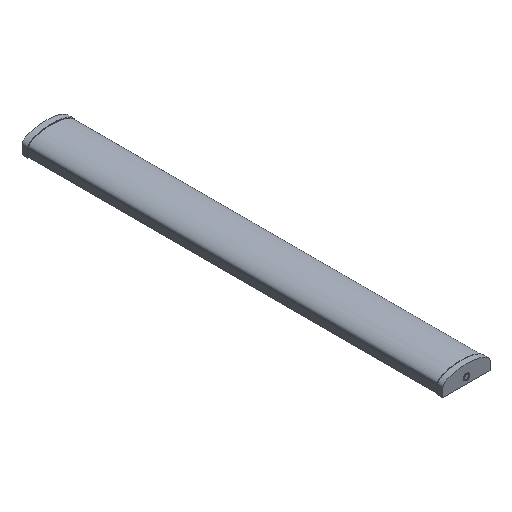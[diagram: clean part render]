
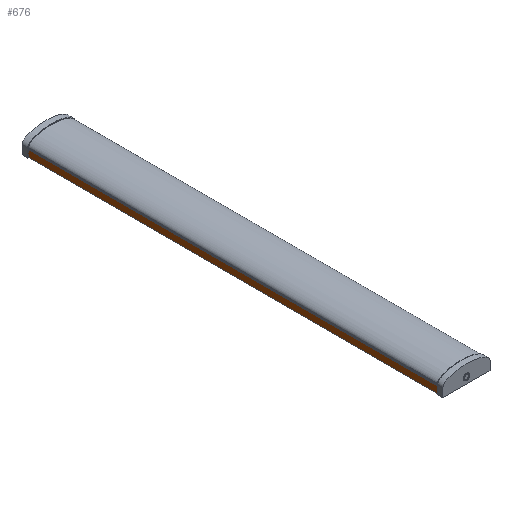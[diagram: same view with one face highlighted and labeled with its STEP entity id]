
A CAD part, isometric view. The second image highlights one B-rep face of the part: STEP entity #676.
In plain terms, the highlighted planar face has unit normal (-1, 0, 0).
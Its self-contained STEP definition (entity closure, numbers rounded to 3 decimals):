
#242 = VECTOR ( 'NONE', #2389, 1000. ) ;
#291 = FACE_OUTER_BOUND ( 'NONE', #1929, .T. ) ;
#341 = DIRECTION ( 'NONE',  ( 0., -1., 0. ) ) ;
#391 = ORIENTED_EDGE ( 'NONE', *, *, #1488, .F. ) ;
#525 = CARTESIAN_POINT ( 'NONE',  ( -80.7, 718., 25. ) ) ;
#556 = VECTOR ( 'NONE', #341, 1000. ) ;
#648 = VERTEX_POINT ( 'NONE', #2605 ) ;
#676 = ADVANCED_FACE ( 'NONE', ( #291 ), #2395, .T. ) ;
#701 = CARTESIAN_POINT ( 'NONE',  ( -80.7, 718., 25. ) ) ;
#732 = LINE ( 'NONE', #525, #1875 ) ;
#743 = DIRECTION ( 'NONE',  ( -1., 0., 0. ) ) ;
#744 = EDGE_CURVE ( 'NONE', #648, #2440, #732, .T. ) ;
#844 = LINE ( 'NONE', #987, #2715 ) ;
#987 = CARTESIAN_POINT ( 'NONE',  ( -80.7, -718., 25. ) ) ;
#1060 = VERTEX_POINT ( 'NONE', #2078 ) ;
#1488 = EDGE_CURVE ( 'NONE', #2440, #1060, #844, .T. ) ;
#1652 = ORIENTED_EDGE ( 'NONE', *, *, #744, .F. ) ;
#1873 = CARTESIAN_POINT ( 'NONE',  ( -80.7, 718., 1.8 ) ) ;
#1875 = VECTOR ( 'NONE', #1986, 1000. ) ;
#1898 = ORIENTED_EDGE ( 'NONE', *, *, #2616, .T. ) ;
#1929 = EDGE_LOOP ( 'NONE', ( #1652, #1898, #2205, #391 ) ) ;
#1978 = AXIS2_PLACEMENT_3D ( 'NONE', #2194, #743, #2223 ) ;
#1986 = DIRECTION ( 'NONE',  ( 0., -1., 0. ) ) ;
#2035 = EDGE_CURVE ( 'NONE', #2417, #1060, #2459, .T. ) ;
#2078 = CARTESIAN_POINT ( 'NONE',  ( -80.7, -718., 1.8 ) ) ;
#2097 = DIRECTION ( 'NONE',  ( 0., 0., -1. ) ) ;
#2194 = CARTESIAN_POINT ( 'NONE',  ( -80.7, -718., 25. ) ) ;
#2205 = ORIENTED_EDGE ( 'NONE', *, *, #2035, .T. ) ;
#2223 = DIRECTION ( 'NONE',  ( 0., 1., 0. ) ) ;
#2263 = CARTESIAN_POINT ( 'NONE',  ( -80.7, 718., 1.8 ) ) ;
#2389 = DIRECTION ( 'NONE',  ( 0., 0., -1. ) ) ;
#2395 = PLANE ( 'NONE',  #1978 ) ;
#2417 = VERTEX_POINT ( 'NONE', #1873 ) ;
#2440 = VERTEX_POINT ( 'NONE', #2688 ) ;
#2459 = LINE ( 'NONE', #2263, #556 ) ;
#2589 = LINE ( 'NONE', #701, #242 ) ;
#2605 = CARTESIAN_POINT ( 'NONE',  ( -80.7, 718., 25. ) ) ;
#2616 = EDGE_CURVE ( 'NONE', #648, #2417, #2589, .T. ) ;
#2688 = CARTESIAN_POINT ( 'NONE',  ( -80.7, -718., 25. ) ) ;
#2715 = VECTOR ( 'NONE', #2097, 1000. ) ;
